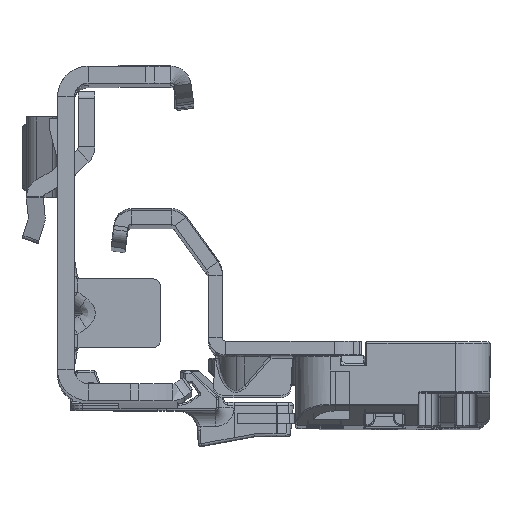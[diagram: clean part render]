
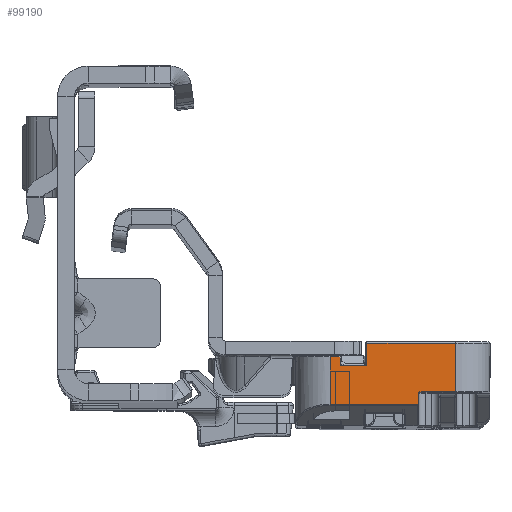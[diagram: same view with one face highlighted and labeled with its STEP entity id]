
A CAD part, top view. The second image highlights one B-rep face of the part: STEP entity #99190.
In plain terms, the highlighted face is planar.
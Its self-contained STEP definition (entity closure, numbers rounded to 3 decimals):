
#3898 = EDGE_CURVE ( 'NONE', #5691, #100412, #39815, .T. ) ;
#4911 = ORIENTED_EDGE ( 'NONE', *, *, #51426, .F. ) ;
#5691 = VERTEX_POINT ( 'NONE', #125780 ) ;
#6050 = VECTOR ( 'NONE', #20479, 1000. ) ;
#6506 = DIRECTION ( 'NONE',  ( 1., 0., 0. ) ) ;
#9748 = VECTOR ( 'NONE', #10201, 1000. ) ;
#10201 = DIRECTION ( 'NONE',  ( 1., 0., 0. ) ) ;
#10219 = CARTESIAN_POINT ( 'NONE',  ( -0.75, -0.9, -284.5 ) ) ;
#13920 = ORIENTED_EDGE ( 'NONE', *, *, #94571, .T. ) ;
#16721 = EDGE_LOOP ( 'NONE', ( #93681, #50899, #111814, #4911, #115237, #59836, #35183, #13920, #78202, #58617, #94108, #98728 ) ) ;
#17758 = DIRECTION ( 'NONE',  ( 0., 1., 0. ) ) ;
#18732 = CARTESIAN_POINT ( 'NONE',  ( 19.8, 2.6, -284.5 ) ) ;
#19170 = VECTOR ( 'NONE', #66792, 1000. ) ;
#19907 = EDGE_CURVE ( 'NONE', #125496, #5691, #54354, .T. ) ;
#20437 = DIRECTION ( 'NONE',  ( 0., 0., 1. ) ) ;
#20479 = DIRECTION ( 'NONE',  ( -1., 0., 0. ) ) ;
#20636 = CARTESIAN_POINT ( 'NONE',  ( -8.3, -5.2, -284.5 ) ) ;
#23703 = EDGE_CURVE ( 'NONE', #29083, #102837, #106628, .T. ) ;
#27112 = PLANE ( 'NONE',  #116275 ) ;
#28531 =( BOUNDED_CURVE ( )  B_SPLINE_CURVE ( 3, ( #87487, #46304, #66313, #66939 ),
 .UNSPECIFIED., .F., .F. ) 
 B_SPLINE_CURVE_WITH_KNOTS ( ( 4, 4 ),
 ( 1.047, 1.571 ),
 .UNSPECIFIED. ) 
 CURVE ( )  GEOMETRIC_REPRESENTATION_ITEM ( )  RATIONAL_B_SPLINE_CURVE ( ( 1., 0.977, 0.977, 1. ) ) 
 REPRESENTATION_ITEM ( '' )  );
#29083 = VERTEX_POINT ( 'NONE', #20636 ) ;
#30099 = DIRECTION ( 'NONE',  ( 1., 0., 0. ) ) ;
#35183 = ORIENTED_EDGE ( 'NONE', *, *, #23703, .F. ) ;
#37985 = VERTEX_POINT ( 'NONE', #51192 ) ;
#38461 = CARTESIAN_POINT ( 'NONE',  ( -8.3, -5., -284.5 ) ) ;
#38946 = VERTEX_POINT ( 'NONE', #44232 ) ;
#39815 = LINE ( 'NONE', #48199, #9748 ) ;
#40132 = LINE ( 'NONE', #66133, #68885 ) ;
#40428 = LINE ( 'NONE', #90578, #6050 ) ;
#41086 = DIRECTION ( 'NONE',  ( 0., -1., 0. ) ) ;
#43425 = CARTESIAN_POINT ( 'NONE',  ( 3.15, 0.1, -284.5 ) ) ;
#44232 = CARTESIAN_POINT ( 'NONE',  ( -0.75, -1.15, -284.5 ) ) ;
#45141 = CARTESIAN_POINT ( 'NONE',  ( 19.8, -1.15, -284.5 ) ) ;
#46304 = CARTESIAN_POINT ( 'NONE',  ( -8.291, -6.749, -284.5 ) ) ;
#47051 = DIRECTION ( 'NONE',  ( 0., 0., 1. ) ) ;
#48199 = CARTESIAN_POINT ( 'NONE',  ( 4.6, 0.1, -284.5 ) ) ;
#49244 = VERTEX_POINT ( 'NONE', #97699 ) ;
#49827 = AXIS2_PLACEMENT_3D ( 'NONE', #97655, #20437, #30099 ) ;
#49916 = LINE ( 'NONE', #98795, #123264 ) ;
#50899 = ORIENTED_EDGE ( 'NONE', *, *, #19907, .T. ) ;
#51192 = CARTESIAN_POINT ( 'NONE',  ( -13.7, 2.1, -284.5 ) ) ;
#51426 = EDGE_CURVE ( 'NONE', #52017, #100412, #111717, .T. ) ;
#52017 = VERTEX_POINT ( 'NONE', #63858 ) ;
#54354 = LINE ( 'NONE', #43425, #119041 ) ;
#55441 = LINE ( 'NONE', #45141, #88717 ) ;
#57543 = VECTOR ( 'NONE', #99521, 1000. ) ;
#57831 = EDGE_CURVE ( 'NONE', #52017, #86398, #40428, .T. ) ;
#58617 = ORIENTED_EDGE ( 'NONE', *, *, #87063, .T. ) ;
#59162 = LINE ( 'NONE', #10219, #104792 ) ;
#59408 = EDGE_CURVE ( 'NONE', #38946, #125496, #55441, .T. ) ;
#59836 = ORIENTED_EDGE ( 'NONE', *, *, #127129, .T. ) ;
#62878 = DIRECTION ( 'NONE',  ( 0., 1., 0. ) ) ;
#63858 = CARTESIAN_POINT ( 'NONE',  ( 4.6, -6.785, -284.5 ) ) ;
#64404 = EDGE_CURVE ( 'NONE', #37985, #49244, #40132, .T. ) ;
#66133 = CARTESIAN_POINT ( 'NONE',  ( -0.7, 2.1, -284.5 ) ) ;
#66313 = CARTESIAN_POINT ( 'NONE',  ( -8.3, -6.71, -284.5 ) ) ;
#66792 = DIRECTION ( 'NONE',  ( 0., -1., 0. ) ) ;
#66939 = CARTESIAN_POINT ( 'NONE',  ( -8.3, -6.669, -284.5 ) ) ;
#68594 = VERTEX_POINT ( 'NONE', #106329 ) ;
#68885 = VECTOR ( 'NONE', #108317, 1000. ) ;
#72403 = DIRECTION ( 'NONE',  ( 0., 1., 0. ) ) ;
#75409 = FACE_OUTER_BOUND ( 'NONE', #16721, .T. ) ;
#78202 = ORIENTED_EDGE ( 'NONE', *, *, #109146, .F. ) ;
#78271 = CARTESIAN_POINT ( 'NONE',  ( 3.15, -1.15, -284.5 ) ) ;
#78609 = CARTESIAN_POINT ( 'NONE',  ( 4.6, 0.1, -284.5 ) ) ;
#78633 = CARTESIAN_POINT ( 'NONE',  ( -8.273, -6.785, -284.5 ) ) ;
#84054 = CARTESIAN_POINT ( 'NONE',  ( 4.6, -242.444, -284.5 ) ) ;
#85793 = EDGE_CURVE ( 'NONE', #49244, #38946, #59162, .T. ) ;
#86398 = VERTEX_POINT ( 'NONE', #78633 ) ;
#87063 = EDGE_CURVE ( 'NONE', #68594, #37985, #49916, .T. ) ;
#87487 = CARTESIAN_POINT ( 'NONE',  ( -8.273, -6.785, -284.5 ) ) ;
#88717 = VECTOR ( 'NONE', #6506, 1000. ) ;
#90578 = CARTESIAN_POINT ( 'NONE',  ( -8.3, -6.785, -284.5 ) ) ;
#90936 = CIRCLE ( 'NONE', #49827, 0.2 ) ;
#92904 = VERTEX_POINT ( 'NONE', #93035 ) ;
#93035 = CARTESIAN_POINT ( 'NONE',  ( -8.5, -5., -284.5 ) ) ;
#93681 = ORIENTED_EDGE ( 'NONE', *, *, #59408, .T. ) ;
#94108 = ORIENTED_EDGE ( 'NONE', *, *, #64404, .T. ) ;
#94571 = EDGE_CURVE ( 'NONE', #29083, #92904, #90936, .T. ) ;
#97655 = CARTESIAN_POINT ( 'NONE',  ( -8.5, -5.2, -284.5 ) ) ;
#97699 = CARTESIAN_POINT ( 'NONE',  ( -0.75, 2.1, -284.5 ) ) ;
#98728 = ORIENTED_EDGE ( 'NONE', *, *, #85793, .T. ) ;
#98795 = CARTESIAN_POINT ( 'NONE',  ( -13.7, 2., -284.5 ) ) ;
#99190 = ADVANCED_FACE ( 'NONE', ( #75409 ), #27112, .F. ) ;
#99521 = DIRECTION ( 'NONE',  ( 1., 0., 0. ) ) ;
#100412 = VERTEX_POINT ( 'NONE', #78609 ) ;
#101743 = CARTESIAN_POINT ( 'NONE',  ( -8.3, -6.669, -284.5 ) ) ;
#102837 = VERTEX_POINT ( 'NONE', #101743 ) ;
#104792 = VECTOR ( 'NONE', #41086, 1000. ) ;
#106253 = DIRECTION ( 'NONE',  ( 1., 0., 0. ) ) ;
#106329 = CARTESIAN_POINT ( 'NONE',  ( -13.7, -5., -284.5 ) ) ;
#106628 = LINE ( 'NONE', #115633, #19170 ) ;
#108317 = DIRECTION ( 'NONE',  ( 1., 0., 0. ) ) ;
#109146 = EDGE_CURVE ( 'NONE', #68594, #92904, #125978, .T. ) ;
#109853 = VECTOR ( 'NONE', #62878, 1000. ) ;
#111717 = LINE ( 'NONE', #84054, #109853 ) ;
#111814 = ORIENTED_EDGE ( 'NONE', *, *, #3898, .T. ) ;
#115237 = ORIENTED_EDGE ( 'NONE', *, *, #57831, .T. ) ;
#115633 = CARTESIAN_POINT ( 'NONE',  ( -8.3, 0., -284.5 ) ) ;
#116275 = AXIS2_PLACEMENT_3D ( 'NONE', #18732, #47051, #106253 ) ;
#119041 = VECTOR ( 'NONE', #72403, 1000. ) ;
#123264 = VECTOR ( 'NONE', #17758, 1000. ) ;
#125496 = VERTEX_POINT ( 'NONE', #78271 ) ;
#125780 = CARTESIAN_POINT ( 'NONE',  ( 3.15, 0.1, -284.5 ) ) ;
#125978 = LINE ( 'NONE', #38461, #57543 ) ;
#127129 = EDGE_CURVE ( 'NONE', #86398, #102837, #28531, .T. ) ;
